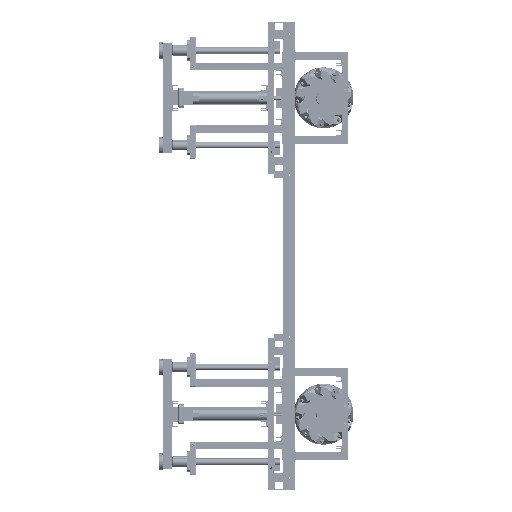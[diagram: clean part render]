
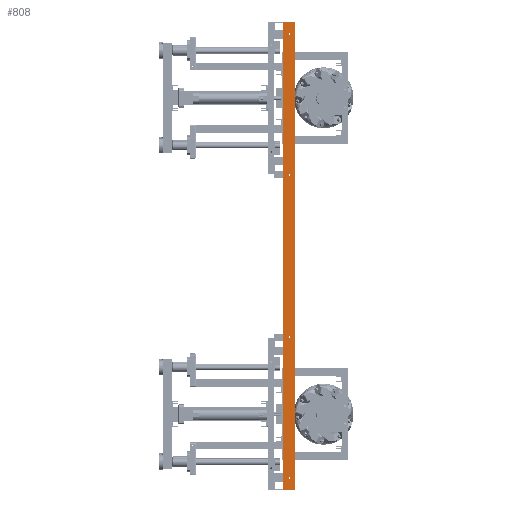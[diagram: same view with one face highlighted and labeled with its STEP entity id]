
A CAD part, left-side view. The second image highlights one B-rep face of the part: STEP entity #808.
In plain terms, the highlighted planar face has unit normal (-1, 0, 0).
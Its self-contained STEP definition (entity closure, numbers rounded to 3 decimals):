
#14=DIRECTION('',(0.,-1.,0.));
#15=VECTOR('',#14,20.);
#16=CARTESIAN_POINT('',(-5.,10.,-390.));
#17=LINE('',#16,#15);
#34=DIRECTION('',(0.,0.,1.));
#35=VECTOR('',#34,780.);
#36=CARTESIAN_POINT('',(-5.,-10.,-390.));
#37=LINE('',#36,#35);
#78=DIRECTION('',(0.,0.,1.));
#79=VECTOR('',#78,780.);
#80=CARTESIAN_POINT('',(-5.,10.,-390.));
#81=LINE('',#80,#79);
#82=CARTESIAN_POINT('',(-5.,0.,-370.));
#83=DIRECTION('',(1.,0.,0.));
#84=DIRECTION('',(0.,-1.,0.));
#85=AXIS2_PLACEMENT_3D('',#82,#83,#84);
#87=CARTESIAN_POINT('',(-5.,0.,-370.));
#88=DIRECTION('',(1.,0.,0.));
#89=DIRECTION('',(0.,1.,0.));
#90=AXIS2_PLACEMENT_3D('',#87,#88,#89);
#92=CARTESIAN_POINT('',(-5.,0.,-135.));
#93=DIRECTION('',(1.,0.,0.));
#94=DIRECTION('',(0.,-1.,0.));
#95=AXIS2_PLACEMENT_3D('',#92,#93,#94);
#97=CARTESIAN_POINT('',(-5.,0.,-135.));
#98=DIRECTION('',(1.,0.,0.));
#99=DIRECTION('',(0.,1.,0.));
#100=AXIS2_PLACEMENT_3D('',#97,#98,#99);
#102=CARTESIAN_POINT('',(-5.,0.,370.));
#103=DIRECTION('',(1.,0.,0.));
#104=DIRECTION('',(0.,-1.,0.));
#105=AXIS2_PLACEMENT_3D('',#102,#103,#104);
#107=CARTESIAN_POINT('',(-5.,0.,370.));
#108=DIRECTION('',(1.,0.,0.));
#109=DIRECTION('',(0.,1.,0.));
#110=AXIS2_PLACEMENT_3D('',#107,#108,#109);
#112=CARTESIAN_POINT('',(-5.,0.,135.));
#113=DIRECTION('',(1.,0.,0.));
#114=DIRECTION('',(0.,-1.,0.));
#115=AXIS2_PLACEMENT_3D('',#112,#113,#114);
#117=CARTESIAN_POINT('',(-5.,0.,135.));
#118=DIRECTION('',(1.,0.,0.));
#119=DIRECTION('',(0.,1.,0.));
#120=AXIS2_PLACEMENT_3D('',#117,#118,#119);
#214=DIRECTION('',(0.,-1.,0.));
#215=VECTOR('',#214,20.);
#216=CARTESIAN_POINT('',(-5.,10.,390.));
#217=LINE('',#216,#215);
#546=CARTESIAN_POINT('',(-5.,-10.,-390.));
#548=VERTEX_POINT('',#546);
#552=CARTESIAN_POINT('',(-5.,10.,-390.));
#553=VERTEX_POINT('',#552);
#554=CARTESIAN_POINT('',(-5.,-10.,390.));
#556=VERTEX_POINT('',#554);
#560=CARTESIAN_POINT('',(-5.,10.,390.));
#561=VERTEX_POINT('',#560);
#658=CARTESIAN_POINT('',(-5.,-1.65,-370.));
#659=CARTESIAN_POINT('',(-5.,1.65,-370.));
#660=VERTEX_POINT('',#658);
#661=VERTEX_POINT('',#659);
#662=CARTESIAN_POINT('',(-5.,-1.65,-135.));
#663=CARTESIAN_POINT('',(-5.,1.65,-135.));
#664=VERTEX_POINT('',#662);
#665=VERTEX_POINT('',#663);
#666=CARTESIAN_POINT('',(-5.,-1.65,370.));
#667=CARTESIAN_POINT('',(-5.,1.65,370.));
#668=VERTEX_POINT('',#666);
#669=VERTEX_POINT('',#667);
#670=CARTESIAN_POINT('',(-5.,-1.65,135.));
#671=CARTESIAN_POINT('',(-5.,1.65,135.));
#672=VERTEX_POINT('',#670);
#673=VERTEX_POINT('',#671);
#771=CARTESIAN_POINT('',(-5.,10.,-390.));
#772=DIRECTION('',(-1.,0.,0.));
#773=DIRECTION('',(0.,-1.,0.));
#774=AXIS2_PLACEMENT_3D('',#771,#772,#773);
#775=PLANE('',#774);
#776=ORIENTED_EDGE('',*,*,#717,.F.);
#778=ORIENTED_EDGE('',*,*,#777,.T.);
#780=ORIENTED_EDGE('',*,*,#779,.T.);
#781=ORIENTED_EDGE('',*,*,#738,.F.);
#782=EDGE_LOOP('',(#776,#778,#780,#781));
#783=FACE_OUTER_BOUND('',#782,.F.);
#785=ORIENTED_EDGE('',*,*,#784,.F.);
#787=ORIENTED_EDGE('',*,*,#786,.F.);
#788=EDGE_LOOP('',(#785,#787));
#789=FACE_BOUND('',#788,.F.);
#791=ORIENTED_EDGE('',*,*,#790,.F.);
#793=ORIENTED_EDGE('',*,*,#792,.F.);
#794=EDGE_LOOP('',(#791,#793));
#795=FACE_BOUND('',#794,.F.);
#797=ORIENTED_EDGE('',*,*,#796,.F.);
#799=ORIENTED_EDGE('',*,*,#798,.F.);
#800=EDGE_LOOP('',(#797,#799));
#801=FACE_BOUND('',#800,.F.);
#803=ORIENTED_EDGE('',*,*,#802,.F.);
#805=ORIENTED_EDGE('',*,*,#804,.F.);
#806=EDGE_LOOP('',(#803,#805));
#807=FACE_BOUND('',#806,.F.);
#808=ADVANCED_FACE('',(#783,#789,#795,#801,#807),#775,.T.);
#86=CIRCLE('',#85,1.65);
#91=CIRCLE('',#90,1.65);
#96=CIRCLE('',#95,1.65);
#101=CIRCLE('',#100,1.65);
#106=CIRCLE('',#105,1.65);
#111=CIRCLE('',#110,1.65);
#116=CIRCLE('',#115,1.65);
#121=CIRCLE('',#120,1.65);
#717=EDGE_CURVE('',#553,#548,#17,.T.);
#738=EDGE_CURVE('',#548,#556,#37,.T.);
#777=EDGE_CURVE('',#553,#561,#81,.T.);
#779=EDGE_CURVE('',#561,#556,#217,.T.);
#784=EDGE_CURVE('',#660,#661,#86,.T.);
#786=EDGE_CURVE('',#661,#660,#91,.T.);
#790=EDGE_CURVE('',#664,#665,#96,.T.);
#792=EDGE_CURVE('',#665,#664,#101,.T.);
#796=EDGE_CURVE('',#668,#669,#106,.T.);
#798=EDGE_CURVE('',#669,#668,#111,.T.);
#802=EDGE_CURVE('',#672,#673,#116,.T.);
#804=EDGE_CURVE('',#673,#672,#121,.T.);
